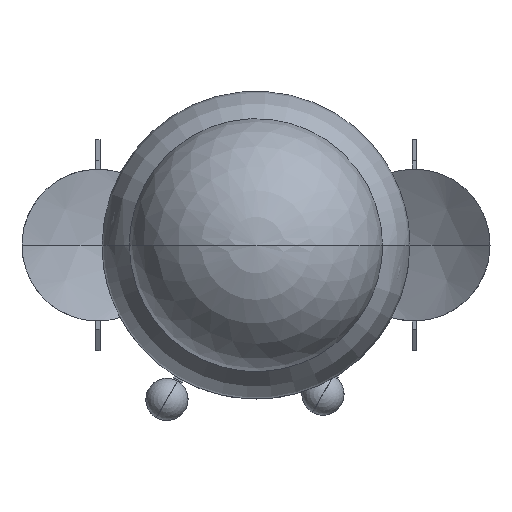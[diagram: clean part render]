
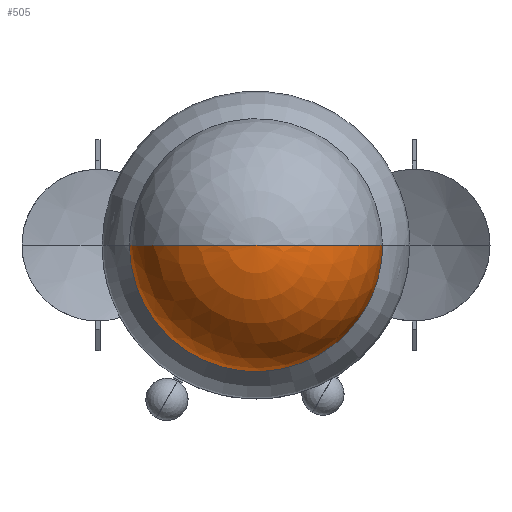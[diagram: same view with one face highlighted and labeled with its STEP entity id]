
A CAD part, left-side view. The second image highlights one B-rep face of the part: STEP entity #505.
In plain terms, the highlighted spherical face has radius 60 mm.
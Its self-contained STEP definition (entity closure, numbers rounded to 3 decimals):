
#435=CARTESIAN_POINT('#435',(60.,0.0,0.0));
#436=VERTEX_POINT('',#435);
#437=CARTESIAN_POINT('#437',(0.0,60.,0.0));
#438=VERTEX_POINT('',#437);
#439=CARTESIAN_POINT('#439',(0.0,-60.,0.0));
#440=VERTEX_POINT('',#439);
#447=CARTESIAN_POINT('#447',(60.,0.0,0.0));
#448=CARTESIAN_POINT('#448',(60.,35.147,0.0));
#449=CARTESIAN_POINT('#449',(35.147,60.,0.0));
#450=CARTESIAN_POINT('#450',(0.0,60.,0.0));
#451=(BOUNDED_CURVE()B_SPLINE_CURVE(3,(#447,#448,#449,#450),
.UNSPECIFIED.,.F.,.F.)B_SPLINE_CURVE_WITH_KNOTS((4,4),(0.0,1.0),
.UNSPECIFIED.)CURVE()GEOMETRIC_REPRESENTATION_ITEM()
RATIONAL_B_SPLINE_CURVE((1.0,0.805,0.805,1.0))
REPRESENTATION_ITEM(''));
#452=CARTESIAN_POINT('#452',(0.0,60.,0.0));
#453=CARTESIAN_POINT('#453',(0.0,60.,120.));
#454=CARTESIAN_POINT('#454',(0.0,-60.,120.));
#455=CARTESIAN_POINT('#455',(0.0,-60.,0.0));
#456=(BOUNDED_CURVE()B_SPLINE_CURVE(3,(#452,#453,#454,#455),
.UNSPECIFIED.,.F.,.F.)B_SPLINE_CURVE_WITH_KNOTS((4,4),(0.0,1.0),
.UNSPECIFIED.)CURVE()GEOMETRIC_REPRESENTATION_ITEM()
RATIONAL_B_SPLINE_CURVE((1.0,0.333,0.333,1.0))
REPRESENTATION_ITEM(''));
#457=CARTESIAN_POINT('#457',(60.,0.0,0.0));
#458=CARTESIAN_POINT('#458',(60.,-35.147,0.0));
#459=CARTESIAN_POINT('#459',(35.147,-60.,0.0));
#460=CARTESIAN_POINT('#460',(0.0,-60.,0.0));
#461=(BOUNDED_CURVE()B_SPLINE_CURVE(3,(#457,#458,#459,#460),
.UNSPECIFIED.,.F.,.F.)B_SPLINE_CURVE_WITH_KNOTS((4,4),(0.0,1.0),
.UNSPECIFIED.)CURVE()GEOMETRIC_REPRESENTATION_ITEM()
RATIONAL_B_SPLINE_CURVE((1.0,0.805,0.805,1.0))
REPRESENTATION_ITEM(''));
#487=EDGE_CURVE('',#436,#438,#451,.T.);
#488=EDGE_CURVE('',#438,#440,#456,.T.);
#489=EDGE_CURVE('',#436,#440,#461,.T.);
#495=ORIENTED_EDGE('#495',*,*,#489,.T.);
#496=ORIENTED_EDGE('#496',*,*,#488,.F.);
#497=ORIENTED_EDGE('#497',*,*,#487,.F.);
#498=EDGE_LOOP('#498',(#495,#496,#497));
#499=FACE_BOUND('#499',#498,.F.);
#500=CARTESIAN_POINT('#500',(0.0,0.0,0.0));
#501=DIRECTION('#501',(1.0,0.0,0.));
#502=DIRECTION('#502',(0.0,-1.,0.0));
#503=AXIS2_PLACEMENT_3D('#503',#500,#501,#502);
#504=SPHERICAL_SURFACE('',#503,60.);
#505=ADVANCED_FACE('',(#499),#504,.T.);
